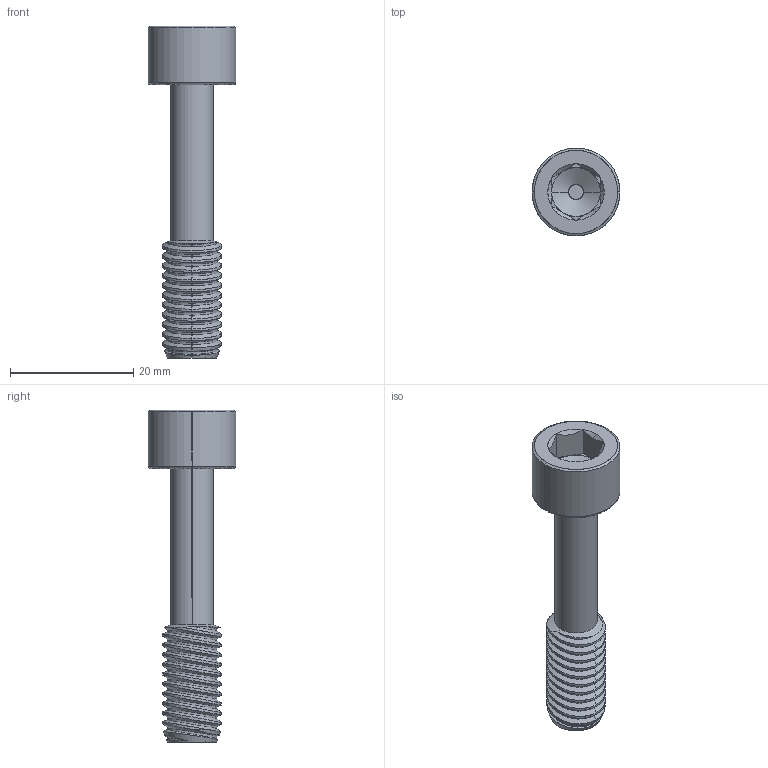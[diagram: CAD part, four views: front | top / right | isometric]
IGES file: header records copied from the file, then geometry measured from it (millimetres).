
Start section: SolidWorks IGES file using analytic representation for surfaces
Global section: file name: D1200308-v1_ACB_Installation stand, Captive Screw .375-16.IGS; native system: SolidWorks 2012; preprocessor: SolidWorks 2012; author: tnguyen; date: 120917.070204; units: inch
Bounding box: 14.29 x 14.29 x 53.98 mm (x, y, z)
Surface area: 2213.4 mm2 (no closed solid volume)
Topology: 0 solids, 0 shells, 135 faces, 1682 edges, 1682 vertices
Faces by surface type: revolution 117, bspline 18
